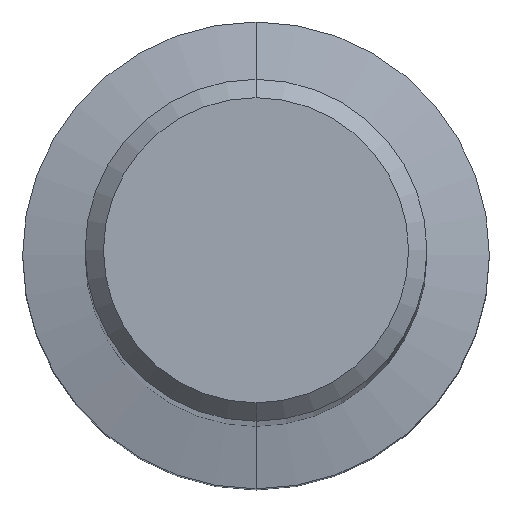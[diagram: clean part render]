
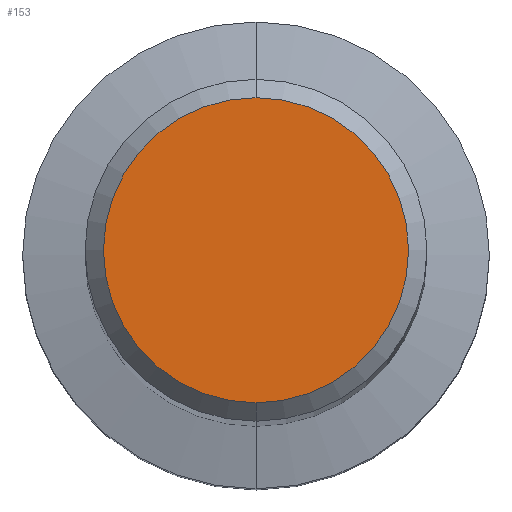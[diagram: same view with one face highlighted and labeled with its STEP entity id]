
A CAD part, top view. The second image highlights one B-rep face of the part: STEP entity #153.
In plain terms, the highlighted planar face has unit normal (0, 0, 1).
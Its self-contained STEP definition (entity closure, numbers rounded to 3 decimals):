
#129=VERTEX_POINT('',#328);
#153=ADVANCED_FACE('',(#357),#358,.T.);
#221=EDGE_CURVE('',#129,#289,#435,.T.);
#255=EDGE_CURVE('',#289,#129,#472,.T.);
#289=VERTEX_POINT('',#510);
#328=CARTESIAN_POINT('',(0.0,4.15,0.0));
#357=FACE_OUTER_BOUND('',#584,.T.);
#358=PLANE('',#585);
#435=CIRCLE('',#682,4.15);
#472=CIRCLE('',#732,4.15);
#510=CARTESIAN_POINT('',(0.,-4.15,0.0));
#584=EDGE_LOOP('',(#851,#852));
#585=AXIS2_PLACEMENT_3D('',#853,#854,#855);
#682=AXIS2_PLACEMENT_3D('',#951,#952,#953);
#732=AXIS2_PLACEMENT_3D('',#992,#993,#994);
#851=ORIENTED_EDGE('',*,*,#221,.F.);
#852=ORIENTED_EDGE('',*,*,#255,.F.);
#853=CARTESIAN_POINT('',(0.0,2.075,0.0));
#854=DIRECTION('',(-0.0,0.0,1.0));
#855=DIRECTION('',(0.0,-1.0,0.0));
#951=CARTESIAN_POINT('',(0.0,0.0,0.0));
#952=DIRECTION('',(0.0,0.0,-1.0));
#953=DIRECTION('',(0.0,1.0,0.0));
#992=CARTESIAN_POINT('',(0.0,0.0,0.0));
#993=DIRECTION('',(0.0,0.0,-1.0));
#994=DIRECTION('',(0.0,1.0,0.0));
